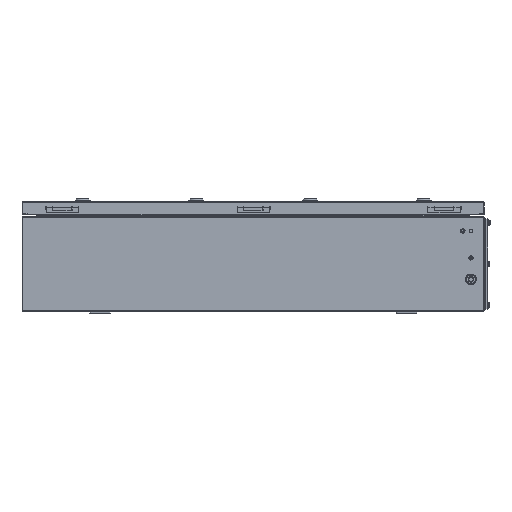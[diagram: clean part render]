
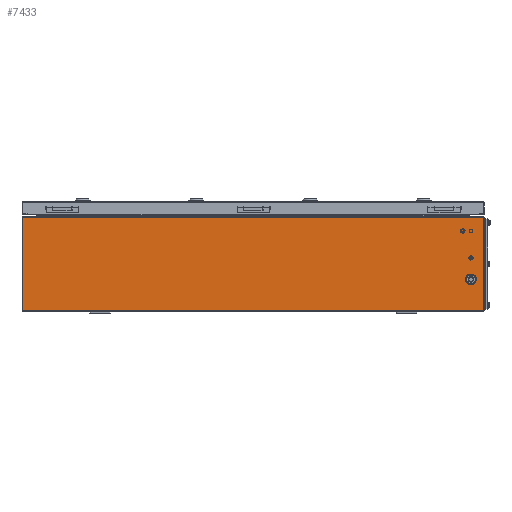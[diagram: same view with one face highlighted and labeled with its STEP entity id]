
A CAD part, left-side view. The second image highlights one B-rep face of the part: STEP entity #7433.
In plain terms, the highlighted planar face has unit normal (-1, 0, 0).
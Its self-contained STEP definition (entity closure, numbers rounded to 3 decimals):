
#336 = VERTEX_POINT ( 'NONE', #10494 ) ;
#902 = CARTESIAN_POINT ( 'NONE',  ( -320., -4730., 177. ) ) ;
#1469 = ORIENTED_EDGE ( 'NONE', *, *, #7677, .F. ) ;
#1776 = CARTESIAN_POINT ( 'NONE',  ( -320., -405., 60. ) ) ;
#2321 = DIRECTION ( 'NONE',  ( 0., 0., -1. ) ) ;
#2561 = CARTESIAN_POINT ( 'NONE',  ( -320., -428.493, 174.3 ) ) ;
#2637 = LINE ( 'NONE', #2561, #9374 ) ;
#3180 = EDGE_LOOP ( 'NONE', ( #22099, #27478 ) ) ;
#5076 = DIRECTION ( 'NONE',  ( 0., 0., 1. ) ) ;
#6520 = VECTOR ( 'NONE', #17268, 1000. ) ;
#7433 = ADVANCED_FACE ( 'NONE', ( #33091, #37595 ), #27092, .F. ) ;
#7536 = DIRECTION ( 'NONE',  ( 0., 0., 1. ) ) ;
#7677 = EDGE_CURVE ( 'NONE', #20173, #36753, #9243, .T. ) ;
#7776 = CARTESIAN_POINT ( 'NONE',  ( -320., 428.493, 174.3 ) ) ;
#7898 = VERTEX_POINT ( 'NONE', #7776 ) ;
#8848 = CARTESIAN_POINT ( 'NONE',  ( -320., -428.493, 177. ) ) ;
#9243 = LINE ( 'NONE', #8848, #18002 ) ;
#9374 = VECTOR ( 'NONE', #41557, 1000. ) ;
#10415 = VERTEX_POINT ( 'NONE', #40211 ) ;
#10494 = CARTESIAN_POINT ( 'NONE',  ( -320., -410.55, 60. ) ) ;
#10583 = CARTESIAN_POINT ( 'NONE',  ( -320., -399.45, 60. ) ) ;
#10977 = CIRCLE ( 'NONE', #11109, 5.55 ) ;
#11044 = AXIS2_PLACEMENT_3D ( 'NONE', #31915, #12551, #35142 ) ;
#11109 = AXIS2_PLACEMENT_3D ( 'NONE', #1776, #24745, #5076 ) ;
#12551 = DIRECTION ( 'NONE',  ( -1., 0., 0. ) ) ;
#17011 = VECTOR ( 'NONE', #25535, 1000. ) ;
#17268 = DIRECTION ( 'NONE',  ( 0., 1., 0. ) ) ;
#17778 = AXIS2_PLACEMENT_3D ( 'NONE', #902, #26953, #7536 ) ;
#18002 = VECTOR ( 'NONE', #2321, 1000. ) ;
#18175 = EDGE_CURVE ( 'NONE', #10415, #7898, #34097, .T. ) ;
#20173 = VERTEX_POINT ( 'NONE', #28897 ) ;
#20208 = ORIENTED_EDGE ( 'NONE', *, *, #26812, .T. ) ;
#21571 = VERTEX_POINT ( 'NONE', #10583 ) ;
#22099 = ORIENTED_EDGE ( 'NONE', *, *, #28936, .F. ) ;
#22446 = CARTESIAN_POINT ( 'NONE',  ( -320., -428.493, 3. ) ) ;
#24745 = DIRECTION ( 'NONE',  ( -1., 0., 0. ) ) ;
#25535 = DIRECTION ( 'NONE',  ( 0., 0., 1. ) ) ;
#26355 = CIRCLE ( 'NONE', #11044, 5.55 ) ;
#26812 = EDGE_CURVE ( 'NONE', #20173, #7898, #2637, .T. ) ;
#26953 = DIRECTION ( 'NONE',  ( 1., 0., 0. ) ) ;
#27092 = PLANE ( 'NONE',  #17778 ) ;
#27131 = ORIENTED_EDGE ( 'NONE', *, *, #18175, .F. ) ;
#27478 = ORIENTED_EDGE ( 'NONE', *, *, #31036, .F. ) ;
#28897 = CARTESIAN_POINT ( 'NONE',  ( -320., -428.493, 174.3 ) ) ;
#28936 = EDGE_CURVE ( 'NONE', #336, #21571, #26355, .T. ) ;
#31036 = EDGE_CURVE ( 'NONE', #21571, #336, #10977, .T. ) ;
#31470 = LINE ( 'NONE', #36620, #6520 ) ;
#31915 = CARTESIAN_POINT ( 'NONE',  ( -320., -405., 60. ) ) ;
#31951 = ORIENTED_EDGE ( 'NONE', *, *, #38338, .F. ) ;
#33091 = FACE_BOUND ( 'NONE', #3180, .T. ) ;
#34097 = LINE ( 'NONE', #35291, #17011 ) ;
#35142 = DIRECTION ( 'NONE',  ( 0., 0., 1. ) ) ;
#35291 = CARTESIAN_POINT ( 'NONE',  ( -320., 428.493, 177. ) ) ;
#36620 = CARTESIAN_POINT ( 'NONE',  ( -320., -4730., 3. ) ) ;
#36753 = VERTEX_POINT ( 'NONE', #22446 ) ;
#37595 = FACE_OUTER_BOUND ( 'NONE', #39593, .T. ) ;
#38338 = EDGE_CURVE ( 'NONE', #36753, #10415, #31470, .T. ) ;
#39593 = EDGE_LOOP ( 'NONE', ( #20208, #27131, #31951, #1469 ) ) ;
#40211 = CARTESIAN_POINT ( 'NONE',  ( -320., 428.493, 3. ) ) ;
#41557 = DIRECTION ( 'NONE',  ( 0., 1., 0. ) ) ;
